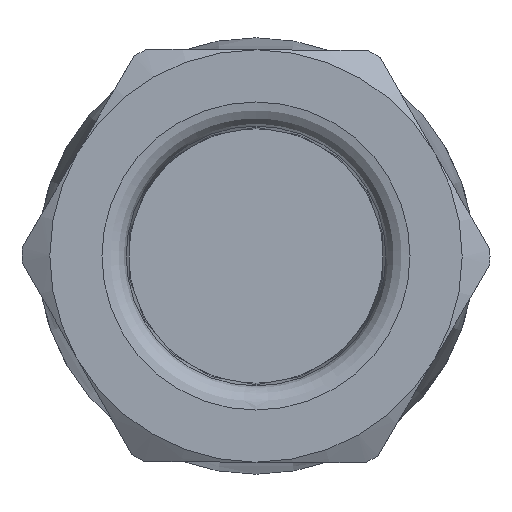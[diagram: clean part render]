
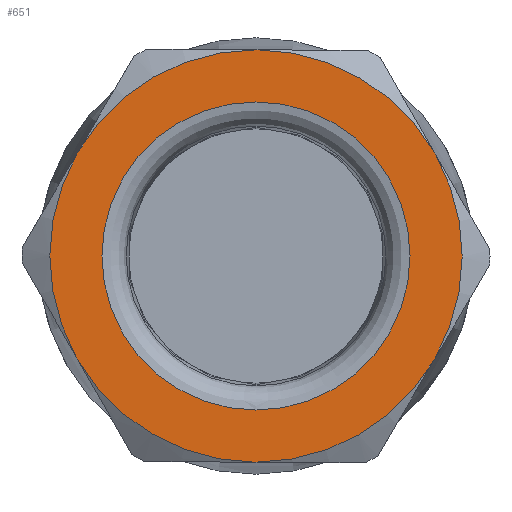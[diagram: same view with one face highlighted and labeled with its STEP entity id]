
A CAD part, left-side view. The second image highlights one B-rep face of the part: STEP entity #651.
In plain terms, the highlighted planar face has unit normal (-1, 0, 0).
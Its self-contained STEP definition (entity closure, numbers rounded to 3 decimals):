
#651=ADVANCED_FACE('',(#891,#892),#768,.T.);
#768=PLANE('',#2431);
#827=B_SPLINE_CURVE_WITH_KNOTS('',3,(#3593,#3594,#3595,#3596),
 .UNSPECIFIED.,.F.,.F.,(4,4),(0.,1.),.UNSPECIFIED.);
#832=B_SPLINE_CURVE_WITH_KNOTS('',3,(#3658,#3659,#3660,#3661),
 .UNSPECIFIED.,.F.,.F.,(4,4),(0.,1.),.UNSPECIFIED.);
#837=B_SPLINE_CURVE_WITH_KNOTS('',3,(#3699,#3700,#3701,#3702),
 .UNSPECIFIED.,.F.,.F.,(4,4),(0.,1.),.UNSPECIFIED.);
#843=B_SPLINE_CURVE_WITH_KNOTS('',3,(#3769,#3770,#3771,#3772),
 .UNSPECIFIED.,.F.,.F.,(4,4),(0.,1.),.UNSPECIFIED.);
#845=B_SPLINE_CURVE_WITH_KNOTS('',3,(#3800,#3801,#3802,#3803),
 .UNSPECIFIED.,.F.,.F.,(4,4),(0.,1.),.UNSPECIFIED.);
#847=B_SPLINE_CURVE_WITH_KNOTS('',3,(#3829,#3830,#3831,#3832),
 .UNSPECIFIED.,.F.,.F.,(4,4),(0.,1.),.UNSPECIFIED.);
#891=FACE_BOUND('',#1070,.T.);
#892=FACE_BOUND('',#1071,.T.);
#1070=EDGE_LOOP('',(#1429));
#1071=EDGE_LOOP('',(#1430,#1431,#1432,#1433,#1434,#1435,#1436,#1437,#1438,
#1439,#1440,#1441));
#1429=ORIENTED_EDGE('',*,*,#2017,.T.);
#1430=ORIENTED_EDGE('',*,*,#2068,.T.);
#1431=ORIENTED_EDGE('',*,*,#2066,.F.);
#1432=ORIENTED_EDGE('',*,*,#2020,.T.);
#1433=ORIENTED_EDGE('',*,*,#2034,.F.);
#1434=ORIENTED_EDGE('',*,*,#2035,.T.);
#1435=ORIENTED_EDGE('',*,*,#2044,.F.);
#1436=ORIENTED_EDGE('',*,*,#2069,.T.);
#1437=ORIENTED_EDGE('',*,*,#2070,.F.);
#1438=ORIENTED_EDGE('',*,*,#2071,.T.);
#1439=ORIENTED_EDGE('',*,*,#2050,.F.);
#1440=ORIENTED_EDGE('',*,*,#2052,.T.);
#1441=ORIENTED_EDGE('',*,*,#2061,.F.);
#1812=VERTEX_POINT('',#3476);
#1815=VERTEX_POINT('',#3518);
#1816=VERTEX_POINT('',#3519);
#1825=VERTEX_POINT('',#3592);
#1826=VERTEX_POINT('',#3599);
#1831=VERTEX_POINT('',#3657);
#1834=VERTEX_POINT('',#3698);
#1835=VERTEX_POINT('',#3703);
#1836=VERTEX_POINT('',#3710);
#1841=VERTEX_POINT('',#3768);
#1844=VERTEX_POINT('',#3804);
#1845=VERTEX_POINT('',#3828);
#1846=VERTEX_POINT('',#3833);
#2017=EDGE_CURVE('',#1812,#1812,#2247,.T.);
#2020=EDGE_CURVE('',#1815,#1816,#2250,.T.);
#2034=EDGE_CURVE('',#1825,#1816,#827,.T.);
#2035=EDGE_CURVE('',#1825,#1826,#2255,.T.);
#2044=EDGE_CURVE('',#1831,#1826,#832,.T.);
#2050=EDGE_CURVE('',#1834,#1835,#837,.T.);
#2052=EDGE_CURVE('',#1834,#1836,#2258,.T.);
#2061=EDGE_CURVE('',#1841,#1836,#843,.T.);
#2066=EDGE_CURVE('',#1815,#1844,#845,.T.);
#2068=EDGE_CURVE('',#1841,#1844,#2263,.T.);
#2069=EDGE_CURVE('',#1831,#1845,#2264,.T.);
#2070=EDGE_CURVE('',#1846,#1845,#847,.T.);
#2071=EDGE_CURVE('',#1846,#1835,#2265,.T.);
#2247=CIRCLE('',#2402,6.354);
#2250=CIRCLE('',#2406,8.502);
#2255=CIRCLE('',#2413,8.502);
#2258=CIRCLE('',#2419,8.502);
#2263=CIRCLE('',#2428,8.502);
#2264=CIRCLE('',#2429,8.502);
#2265=CIRCLE('',#2430,8.502);
#2402=AXIS2_PLACEMENT_3D('',#3475,#2706,#2707);
#2406=AXIS2_PLACEMENT_3D('',#3517,#2714,#2715);
#2413=AXIS2_PLACEMENT_3D('',#3598,#2731,#2732);
#2419=AXIS2_PLACEMENT_3D('',#3709,#2746,#2747);
#2428=AXIS2_PLACEMENT_3D('',#3810,#2767,#2768);
#2429=AXIS2_PLACEMENT_3D('',#3827,#2769,#2770);
#2430=AXIS2_PLACEMENT_3D('',#3834,#2771,#2772);
#2431=AXIS2_PLACEMENT_3D('',#3835,#2773,#2774);
#2706=DIRECTION('',(1.,0.,0.));
#2707=DIRECTION('',(0.,0.,-1.));
#2714=DIRECTION('',(-1.,0.,0.));
#2715=DIRECTION('',(0.,-0.866,-0.5));
#2731=DIRECTION('',(-1.,0.,0.));
#2732=DIRECTION('',(0.,-0.866,0.5));
#2746=DIRECTION('',(-1.,0.,0.));
#2747=DIRECTION('',(0.,0.866,-0.5));
#2767=DIRECTION('',(-1.,0.,0.));
#2768=DIRECTION('',(0.,0.,-1.));
#2769=DIRECTION('',(-1.,0.,0.));
#2770=DIRECTION('',(0.,0.,1.));
#2771=DIRECTION('',(-1.,0.,0.));
#2772=DIRECTION('',(0.,0.866,0.5));
#2773=DIRECTION('',(-1.,0.,0.));
#2774=DIRECTION('',(0.,-1.,0.));
#3475=CARTESIAN_POINT('',(-29.8,0.,0.));
#3476=CARTESIAN_POINT('',(-29.8,0.,-6.354));
#3517=CARTESIAN_POINT('',(-29.8,0.,0.));
#3518=CARTESIAN_POINT('',(-29.8,-7.363,-4.251));
#3519=CARTESIAN_POINT('',(-29.8,-7.404,4.179));
#3592=CARTESIAN_POINT('',(-29.8,-7.363,4.251));
#3593=CARTESIAN_POINT('',(-29.8,-7.363,4.251));
#3594=CARTESIAN_POINT('',(-29.8,-7.377,4.227));
#3595=CARTESIAN_POINT('',(-29.8,-7.391,4.203));
#3596=CARTESIAN_POINT('',(-29.8,-7.404,4.179));
#3598=CARTESIAN_POINT('',(-29.8,0.,0.));
#3599=CARTESIAN_POINT('',(-29.8,-0.083,8.502));
#3657=CARTESIAN_POINT('',(-29.8,0.,8.502));
#3658=CARTESIAN_POINT('',(-29.8,0.,8.502));
#3659=CARTESIAN_POINT('',(-29.8,-0.028,8.502));
#3660=CARTESIAN_POINT('',(-29.8,-0.055,8.502));
#3661=CARTESIAN_POINT('',(-29.8,-0.083,8.502));
#3698=CARTESIAN_POINT('',(-29.8,7.363,-4.251));
#3699=CARTESIAN_POINT('',(-29.8,7.363,-4.251));
#3700=CARTESIAN_POINT('',(-29.8,7.377,-4.227));
#3701=CARTESIAN_POINT('',(-29.8,7.391,-4.203));
#3702=CARTESIAN_POINT('',(-29.8,7.404,-4.179));
#3703=CARTESIAN_POINT('',(-29.8,7.404,-4.179));
#3709=CARTESIAN_POINT('',(-29.8,0.,0.));
#3710=CARTESIAN_POINT('',(-29.8,0.083,-8.502));
#3768=CARTESIAN_POINT('',(-29.8,0.,-8.502));
#3769=CARTESIAN_POINT('',(-29.8,0.,-8.502));
#3770=CARTESIAN_POINT('',(-29.8,0.028,-8.502));
#3771=CARTESIAN_POINT('',(-29.8,0.055,-8.502));
#3772=CARTESIAN_POINT('',(-29.8,0.083,-8.502));
#3800=CARTESIAN_POINT('',(-29.8,-7.363,-4.251));
#3801=CARTESIAN_POINT('',(-29.8,-7.349,-4.275));
#3802=CARTESIAN_POINT('',(-29.8,-7.335,-4.299));
#3803=CARTESIAN_POINT('',(-29.8,-7.322,-4.322));
#3804=CARTESIAN_POINT('',(-29.8,-7.322,-4.322));
#3810=CARTESIAN_POINT('',(-29.8,0.,0.));
#3827=CARTESIAN_POINT('',(-29.8,0.,0.));
#3828=CARTESIAN_POINT('',(-29.8,7.322,4.322));
#3829=CARTESIAN_POINT('',(-29.8,7.363,4.251));
#3830=CARTESIAN_POINT('',(-29.8,7.349,4.275));
#3831=CARTESIAN_POINT('',(-29.8,7.335,4.299));
#3832=CARTESIAN_POINT('',(-29.8,7.322,4.322));
#3833=CARTESIAN_POINT('',(-29.8,7.363,4.251));
#3834=CARTESIAN_POINT('',(-29.8,0.,0.));
#3835=CARTESIAN_POINT('',(-29.8,10.799,-9.379));
